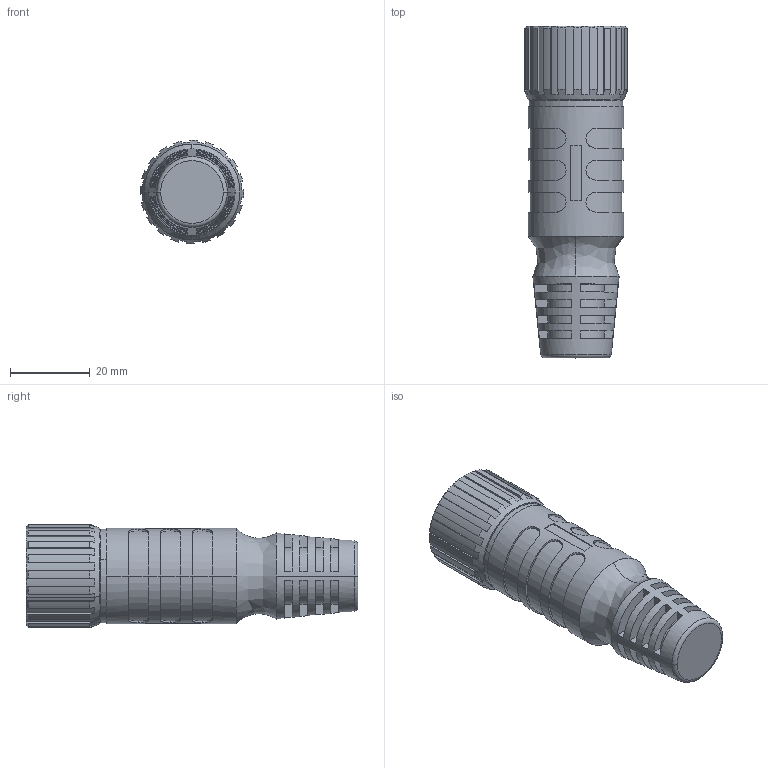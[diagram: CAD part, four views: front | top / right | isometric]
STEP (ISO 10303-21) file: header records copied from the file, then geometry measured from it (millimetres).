
FILE_DESCRIPTION (( 'STEP AP203' ), '1' );
FILE_NAME ('GNK12-12 M P10.STEP', '2019-05-21T02:07:50', ( 'Windows' ), ( 'Microsoft' ), 'SwSTEP 2.0', 'SolidWorks 2012', '' );
FILE_SCHEMA (( 'CONFIG_CONTROL_DESIGN' ));
Length unit declared in the file: millimetre
Products named in the file (1): GNK12-12 M P10
Bounding box: 26 x 83.1 x 26 mm (x, y, z)
Volume: 28575.6 mm3; surface area: 11479.5 mm2
Topology: 1 solids, 2 shells, 576 faces, 1453 edges, 945 vertices
Faces by surface type: plane 270, cylinder 167, bspline 85, cone 52, torus 2
Entity records: 24570 total; most frequent: CARTESIAN_POINT 11236, ORIENTED_EDGE 2906, DIRECTION 2497, EDGE_CURVE 1453, VERTEX_POINT 945, AXIS2_PLACEMENT_3D 904, VECTOR 689, LINE 689
